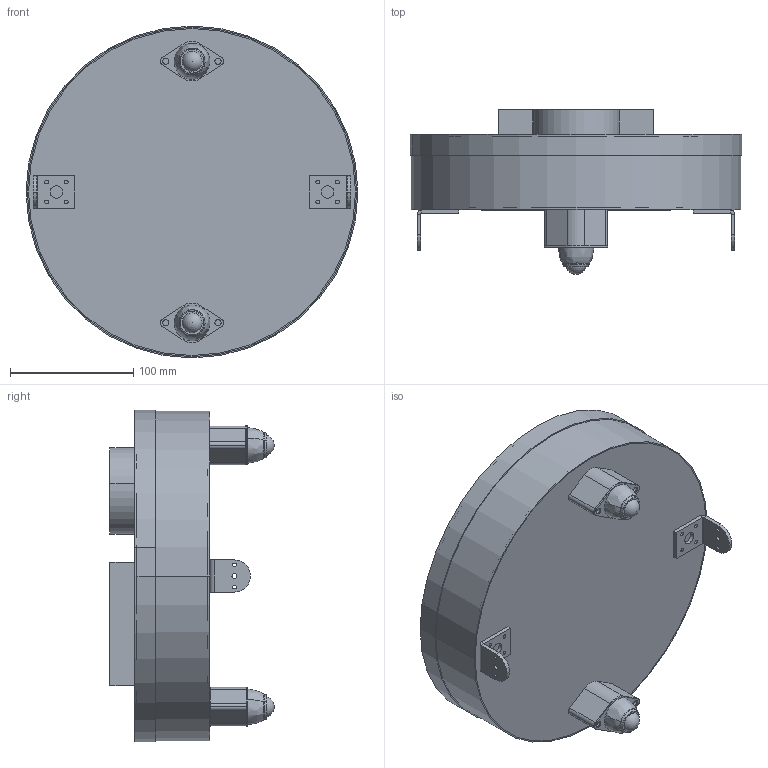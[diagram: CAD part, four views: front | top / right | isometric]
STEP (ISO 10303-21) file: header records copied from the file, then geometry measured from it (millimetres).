
FILE_DESCRIPTION (( 'STEP AP203' ), '1' );
FILE_NAME ('robot_Predeterminado_sldprt.STEP', '2020-05-06T23:24:46', ( '' ), ( '' ), 'SwSTEP 2.0', 'SolidWorks 2018', '' );
FILE_SCHEMA (( 'CONFIG_CONTROL_DESIGN' ));
Length unit declared in the file: millimetre
Products named in the file (1): robot_Predeterminado_sldprt
Bounding box: 269 x 133.19 x 269 mm (x, y, z)
Volume: 410840 mm3; surface area: 412443.7 mm2
Topology: 13 solids, 13 shells, 225 faces, 546 edges, 350 vertices
Faces by surface type: cylinder 114, plane 71, torus 28, bspline 8, sphere 4
Entity records: 7211 total; most frequent: CARTESIAN_POINT 1550, DIRECTION 1268, ORIENTED_EDGE 1072, EDGE_CURVE 536, AXIS2_PLACEMENT_3D 522, VERTEX_POINT 344, EDGE_LOOP 306, CIRCLE 304
